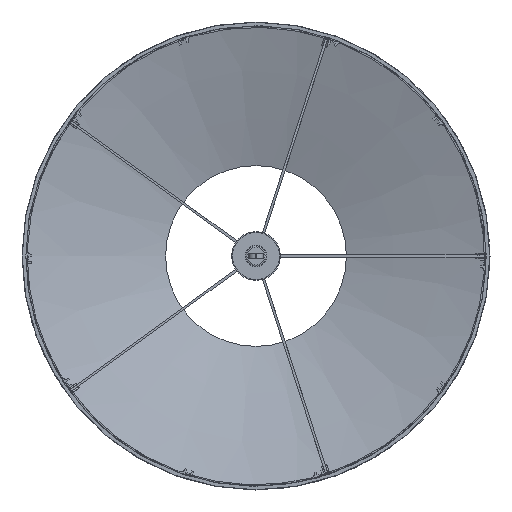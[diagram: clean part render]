
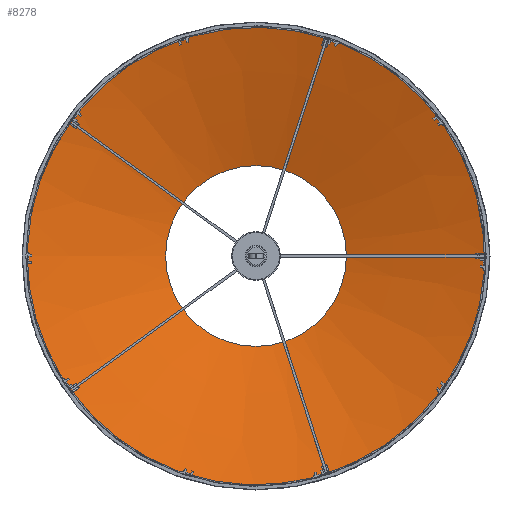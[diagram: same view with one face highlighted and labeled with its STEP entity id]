
A CAD part, front view. The second image highlights one B-rep face of the part: STEP entity #8278.
In plain terms, the highlighted conical face has half-angle 72.749 degrees and reference radius 178.42 mm.
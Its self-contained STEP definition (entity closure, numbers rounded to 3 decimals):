
#52=CONICAL_SURFACE('',#8810,178.42,1.27);
#560=FACE_OUTER_BOUND('',#1040,.T.);
#1040=EDGE_LOOP('',(#5965,#5966,#5967,#5968));
#1591=LINE('',#12305,#2496);
#2496=VECTOR('',#9848,178.42);
#3283=CIRCLE('',#8808,125.);
#3285=CIRCLE('',#8811,323.3);
#3670=VERTEX_POINT('',#12297);
#3672=VERTEX_POINT('',#12303);
#4549=EDGE_CURVE('',#3670,#3670,#3283,.T.);
#4552=EDGE_CURVE('',#3672,#3672,#3285,.T.);
#4553=EDGE_CURVE('',#3672,#3670,#1591,.T.);
#5965=ORIENTED_EDGE('',*,*,#4552,.T.);
#5966=ORIENTED_EDGE('',*,*,#4553,.T.);
#5967=ORIENTED_EDGE('',*,*,#4549,.T.);
#5968=ORIENTED_EDGE('',*,*,#4553,.F.);
#8278=ADVANCED_FACE('',(#560),#52,.F.);
#8808=AXIS2_PLACEMENT_3D('',#12298,#9839,#9840);
#8810=AXIS2_PLACEMENT_3D('',#12302,#9844,#9845);
#8811=AXIS2_PLACEMENT_3D('',#12304,#9846,#9847);
#9839=DIRECTION('center_axis',(0.,1.,0.));
#9840=DIRECTION('ref_axis',(1.,0.,0.));
#9844=DIRECTION('center_axis',(0.,-1.,0.));
#9845=DIRECTION('ref_axis',(1.,0.,0.));
#9846=DIRECTION('center_axis',(0.,-1.,0.));
#9847=DIRECTION('ref_axis',(1.,0.,0.));
#9848=DIRECTION('',(0.955,0.297,0.));
#12297=CARTESIAN_POINT('',(-125.,76.599,0.));
#12298=CARTESIAN_POINT('Origin',(0.,76.599,0.));
#12302=CARTESIAN_POINT('Origin',(0.,60.01,0.));
#12303=CARTESIAN_POINT('',(-323.3,15.02,0.));
#12304=CARTESIAN_POINT('Origin',(0.,15.02,0.));
#12305=CARTESIAN_POINT('',(-178.42,60.01,0.));
